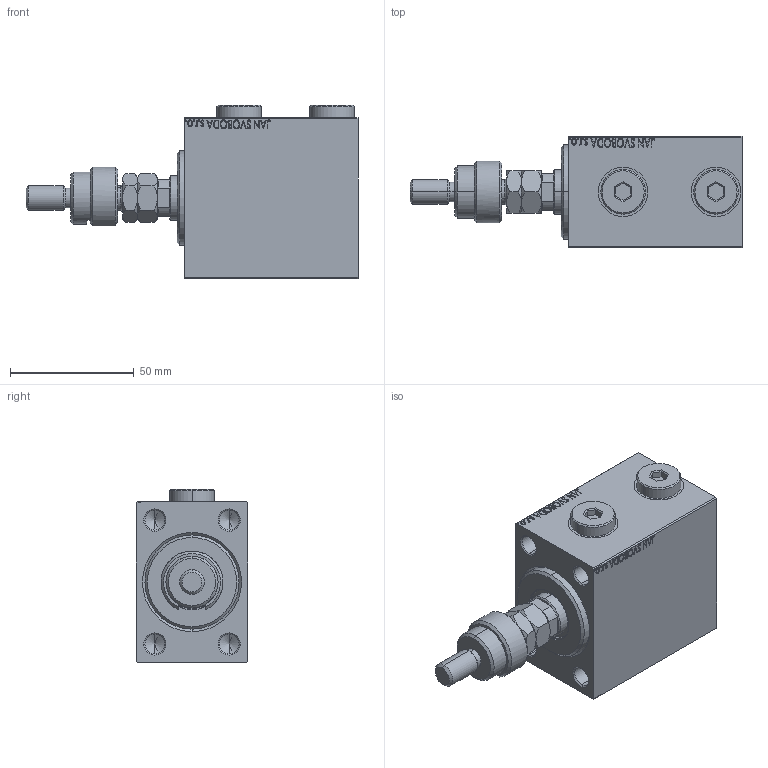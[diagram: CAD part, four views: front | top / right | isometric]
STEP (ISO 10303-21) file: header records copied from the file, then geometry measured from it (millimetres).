
FILE_DESCRIPTION (( 'STEP AP203' ), '1' );
FILE_NAME ('531f.STEP', '2024-02-11T23:37:32', ( '' ), ( '' ), 'SwSTEP 2.0', 'SolidWorks 2019', '' );
FILE_SCHEMA (( 'CONFIG_CONTROL_DESIGN' ));
Length unit declared in the file: millimetre
Products named in the file (8): 531f; V450CM_B_VCP 5de9b3bf1977b7c55801e6a95b7d9d5b; Zatka_OIL_PORT 5de9b3bf1977b7c55801e6a95b7d9d5b; MFA 5de9b3bf1977b7c55801e6a95b7d9d5b; FEMALE_PART_FOR_DFA 5de9b3bf1977b7c55801e6a95b7d9d5b; DFA 5de9b3bf1977b7c55801e6a95b7d9d5b; V450CM_VC_B 5de9b3bf1977b7c55801e6a95b7d9d5b; V450CM_B_Body 5de9b3bf1977b7c55801e6a95b7d9d5b
Assembly tree (8 placements, depth 3):
  531f
    V450CM_B_Body 5de9b3bf1977b7c55801e6a95b7d9d5b
    V450CM_B_VCP 5de9b3bf1977b7c55801e6a95b7d9d5b
    V450CM_VC_B 5de9b3bf1977b7c55801e6a95b7d9d5b
    DFA 5de9b3bf1977b7c55801e6a95b7d9d5b
      FEMALE_PART_FOR_DFA 5de9b3bf1977b7c55801e6a95b7d9d5b
      MFA 5de9b3bf1977b7c55801e6a95b7d9d5b
    Zatka_OIL_PORT 5de9b3bf1977b7c55801e6a95b7d9d5b  x2
Bounding box: 134 x 45 x 69.9 mm (x, y, z)
Volume: 204139.6 mm3; surface area: 49353.8 mm2
Topology: 7 solids, 7 shells, 1020 faces, 2556 edges, 1653 vertices
Faces by surface type: plane 463, bspline 380, cone 90, cylinder 83, torus 4
Entity records: 48410 total; most frequent: CARTESIAN_POINT 26194, ORIENTED_EDGE 4996, DIRECTION 3166, EDGE_CURVE 2498, VERTEX_POINT 1629, VECTOR 1436, LINE 1436, EDGE_LOOP 1131
